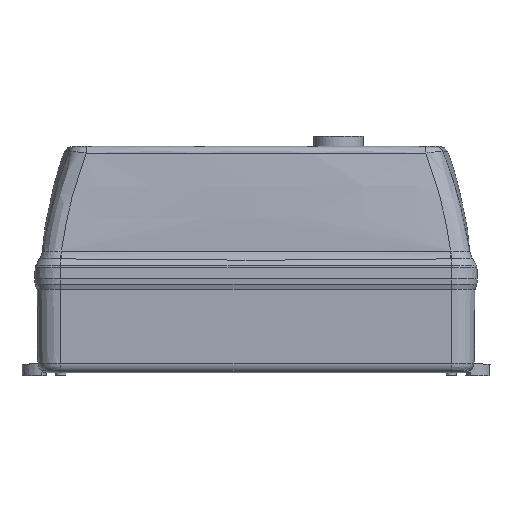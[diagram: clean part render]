
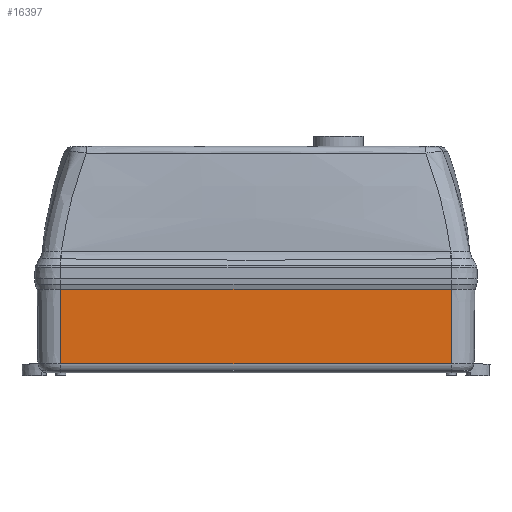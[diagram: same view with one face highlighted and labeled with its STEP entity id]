
A CAD part, front view. The second image highlights one B-rep face of the part: STEP entity #16397.
In plain terms, the highlighted planar face has unit normal (0, -1, -0.018).
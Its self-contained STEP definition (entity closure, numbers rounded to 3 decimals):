
#2721 = DIRECTION ( 'NONE',  ( 0., -1., -0.017 ) ) ;
#4151 = LINE ( 'NONE', #88289, #92660 ) ;
#12482 = DIRECTION ( 'NONE',  ( 0., 0.017, -1. ) ) ;
#16397 = ADVANCED_FACE ( 'NONE', ( #39288 ), #58217, .T. ) ;
#20198 = LINE ( 'NONE', #46441, #118025 ) ;
#22303 = DIRECTION ( 'NONE',  ( 1., 0., 0. ) ) ;
#28026 = CARTESIAN_POINT ( 'NONE',  ( -95.75, -55.849, 40.837 ) ) ;
#30782 = CARTESIAN_POINT ( 'NONE',  ( 95.75, -55.215, 4.53 ) ) ;
#37007 = EDGE_CURVE ( 'NONE', #70251, #80747, #4151, .T. ) ;
#37200 = EDGE_CURVE ( 'NONE', #95144, #80747, #51550, .T. ) ;
#37683 = EDGE_CURVE ( 'NONE', #90231, #70251, #20198, .T. ) ;
#39288 = FACE_OUTER_BOUND ( 'NONE', #49943, .T. ) ;
#42394 = CARTESIAN_POINT ( 'NONE',  ( 0., -55.849, 40.837 ) ) ;
#46441 = CARTESIAN_POINT ( 'NONE',  ( 0., -55.215, 4.53 ) ) ;
#49069 = CARTESIAN_POINT ( 'NONE',  ( -95.75, -55.849, 40.837 ) ) ;
#49413 = ORIENTED_EDGE ( 'NONE', *, *, #37683, .T. ) ;
#49943 = EDGE_LOOP ( 'NONE', ( #117087, #73369, #92915, #49413 ) ) ;
#51550 = LINE ( 'NONE', #42394, #55398 ) ;
#52178 = AXIS2_PLACEMENT_3D ( 'NONE', #49069, #2721, #12482 ) ;
#55000 = CARTESIAN_POINT ( 'NONE',  ( -95.75, -55.215, 4.53 ) ) ;
#55398 = VECTOR ( 'NONE', #22303, 1000. ) ;
#57057 = CARTESIAN_POINT ( 'NONE',  ( 95.75, -55.849, 40.837 ) ) ;
#57437 = CARTESIAN_POINT ( 'NONE',  ( -95.75, -55.532, 22.683 ) ) ;
#58217 = PLANE ( 'NONE',  #52178 ) ;
#65765 = VECTOR ( 'NONE', #93423, 1000. ) ;
#70251 = VERTEX_POINT ( 'NONE', #30782 ) ;
#73369 = ORIENTED_EDGE ( 'NONE', *, *, #37200, .F. ) ;
#74549 = LINE ( 'NONE', #57437, #65765 ) ;
#80747 = VERTEX_POINT ( 'NONE', #57057 ) ;
#83643 = DIRECTION ( 'NONE',  ( 1., 0., 0. ) ) ;
#88289 = CARTESIAN_POINT ( 'NONE',  ( 95.75, -55.532, 22.683 ) ) ;
#90231 = VERTEX_POINT ( 'NONE', #55000 ) ;
#92660 = VECTOR ( 'NONE', #98046, 1000. ) ;
#92915 = ORIENTED_EDGE ( 'NONE', *, *, #100501, .T. ) ;
#93423 = DIRECTION ( 'NONE',  ( 0., 0.017, -1. ) ) ;
#95144 = VERTEX_POINT ( 'NONE', #28026 ) ;
#98046 = DIRECTION ( 'NONE',  ( 0., -0.017, 1. ) ) ;
#100501 = EDGE_CURVE ( 'NONE', #95144, #90231, #74549, .T. ) ;
#117087 = ORIENTED_EDGE ( 'NONE', *, *, #37007, .T. ) ;
#118025 = VECTOR ( 'NONE', #83643, 1000. ) ;
